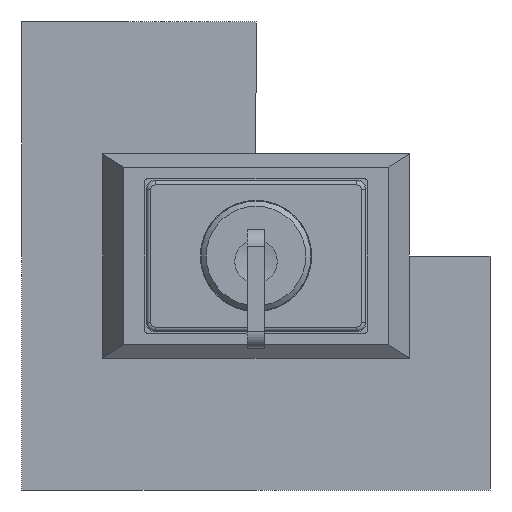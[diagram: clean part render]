
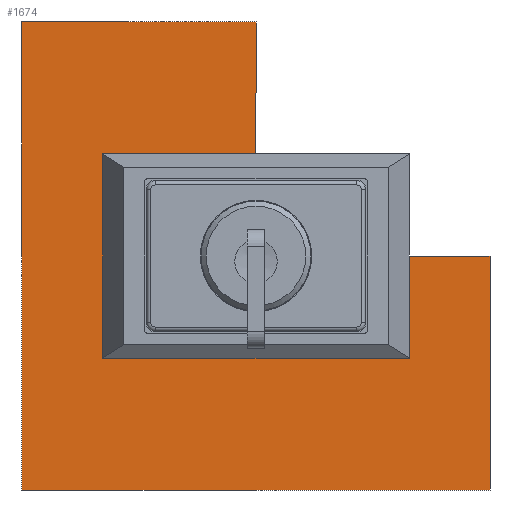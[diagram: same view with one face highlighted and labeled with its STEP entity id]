
A CAD part, front view. The second image highlights one B-rep face of the part: STEP entity #1674.
In plain terms, the highlighted planar face has unit normal (0, -1, 0).
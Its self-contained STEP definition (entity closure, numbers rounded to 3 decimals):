
#1674 = ADVANCED_FACE( '', ( #3314 ), #3315, .T. );
#3314 = FACE_OUTER_BOUND( '', #5392, .T. );
#3315 = PLANE( '', #5393 );
#5392 = EDGE_LOOP( '', ( #10336, #10337, #10338, #10339, #10340, #10341, #10342, #10343, #10344, #10345 ) );
#5393 = AXIS2_PLACEMENT_3D( '', #10346, #10347, #10348 );
#10336 = ORIENTED_EDGE( '', *, *, #14109, .F. );
#10337 = ORIENTED_EDGE( '', *, *, #12854, .T. );
#10338 = ORIENTED_EDGE( '', *, *, #13666, .T. );
#10339 = ORIENTED_EDGE( '', *, *, #14110, .T. );
#10340 = ORIENTED_EDGE( '', *, *, #14111, .T. );
#10341 = ORIENTED_EDGE( '', *, *, #14112, .F. );
#10342 = ORIENTED_EDGE( '', *, *, #13099, .F. );
#10343 = ORIENTED_EDGE( '', *, *, #13779, .F. );
#10344 = ORIENTED_EDGE( '', *, *, #13252, .F. );
#10345 = ORIENTED_EDGE( '', *, *, #14113, .F. );
#10346 = CARTESIAN_POINT( '', ( -27.5, 0., -27.5 ) );
#10347 = DIRECTION( '', ( 0., -1., 0. ) );
#10348 = DIRECTION( '', ( 0., 0., -1. ) );
#12854 = EDGE_CURVE( '', #18171, #18175, #18177, .T. );
#13099 = EDGE_CURVE( '', #18578, #18579, #18580, .T. );
#13252 = EDGE_CURVE( '', #18815, #18817, #18818, .T. );
#13666 = EDGE_CURVE( '', #18175, #19427, #19428, .T. );
#13779 = EDGE_CURVE( '', #18817, #18578, #19578, .T. );
#14109 = EDGE_CURVE( '', #18171, #19971, #19972, .T. );
#14110 = EDGE_CURVE( '', #19427, #19973, #19974, .T. );
#14111 = EDGE_CURVE( '', #19973, #19975, #19976, .T. );
#14112 = EDGE_CURVE( '', #18579, #19975, #19977, .T. );
#14113 = EDGE_CURVE( '', #19971, #18815, #19978, .T. );
#18171 = VERTEX_POINT( '', #22336 );
#18175 = VERTEX_POINT( '', #22342 );
#18177 = LINE( '', #22345, #22346 );
#18578 = VERTEX_POINT( '', #22963 );
#18579 = VERTEX_POINT( '', #22964 );
#18580 = LINE( '', #22965, #22966 );
#18815 = VERTEX_POINT( '', #23320 );
#18817 = VERTEX_POINT( '', #23323 );
#18818 = LINE( '', #23324, #23325 );
#19427 = VERTEX_POINT( '', #24256 );
#19428 = LINE( '', #24257, #24258 );
#19578 = LINE( '', #24520, #24521 );
#19971 = VERTEX_POINT( '', #25110 );
#19972 = LINE( '', #25111, #25112 );
#19973 = VERTEX_POINT( '', #25113 );
#19974 = LINE( '', #25114, #25115 );
#19975 = VERTEX_POINT( '', #25116 );
#19976 = LINE( '', #25117, #25118 );
#19977 = LINE( '', #25119, #25120 );
#19978 = LINE( '', #25121, #25122 );
#22336 = CARTESIAN_POINT( '', ( 0., 0., 27.5 ) );
#22342 = CARTESIAN_POINT( '', ( -27.5, 0., 27.5 ) );
#22345 = CARTESIAN_POINT( '', ( 27.5, 0., 27.5 ) );
#22346 = VECTOR( '', #27394, 1000. );
#22963 = CARTESIAN_POINT( '', ( 14.875, 0., -10.875 ) );
#22964 = CARTESIAN_POINT( '', ( 14.875, 0., 0. ) );
#22965 = CARTESIAN_POINT( '', ( 14.875, 0., -10.875 ) );
#22966 = VECTOR( '', #27629, 1000. );
#23320 = CARTESIAN_POINT( '', ( -14.875, 0., 10.875 ) );
#23323 = CARTESIAN_POINT( '', ( -14.875, 0., -10.875 ) );
#23324 = CARTESIAN_POINT( '', ( -14.875, 0., 10.875 ) );
#23325 = VECTOR( '', #27757, 1000. );
#24256 = CARTESIAN_POINT( '', ( -27.5, 0., -27.5 ) );
#24257 = CARTESIAN_POINT( '', ( -27.5, 0., 27.5 ) );
#24258 = VECTOR( '', #28132, 1000. );
#24520 = CARTESIAN_POINT( '', ( -14.875, 0., -10.875 ) );
#24521 = VECTOR( '', #28216, 1000. );
#25110 = CARTESIAN_POINT( '', ( 0., 0., 10.875 ) );
#25111 = CARTESIAN_POINT( '', ( 0., 0., 27.5 ) );
#25112 = VECTOR( '', #28446, 1000. );
#25113 = CARTESIAN_POINT( '', ( 27.5, 0., -27.5 ) );
#25114 = CARTESIAN_POINT( '', ( -27.5, 0., -27.5 ) );
#25115 = VECTOR( '', #28447, 1000. );
#25116 = CARTESIAN_POINT( '', ( 27.5, 0., 0. ) );
#25117 = CARTESIAN_POINT( '', ( 27.5, 0., -27.5 ) );
#25118 = VECTOR( '', #28448, 1000. );
#25119 = CARTESIAN_POINT( '', ( 0., 0., 0. ) );
#25120 = VECTOR( '', #28449, 1000. );
#25121 = CARTESIAN_POINT( '', ( 14.875, 0., 10.875 ) );
#25122 = VECTOR( '', #28450, 1000. );
#27394 = DIRECTION( '', ( -1., 0., 0. ) );
#27629 = DIRECTION( '', ( 0., 0., 1. ) );
#27757 = DIRECTION( '', ( 0., 0., -1. ) );
#28132 = DIRECTION( '', ( 0., 0., -1. ) );
#28216 = DIRECTION( '', ( 1., 0., 0. ) );
#28446 = DIRECTION( '', ( 0., 0., -1. ) );
#28447 = DIRECTION( '', ( 1., 0., 0. ) );
#28448 = DIRECTION( '', ( 0., 0., 1. ) );
#28449 = DIRECTION( '', ( 1., 0., 0. ) );
#28450 = DIRECTION( '', ( -1., 0., 0. ) );
